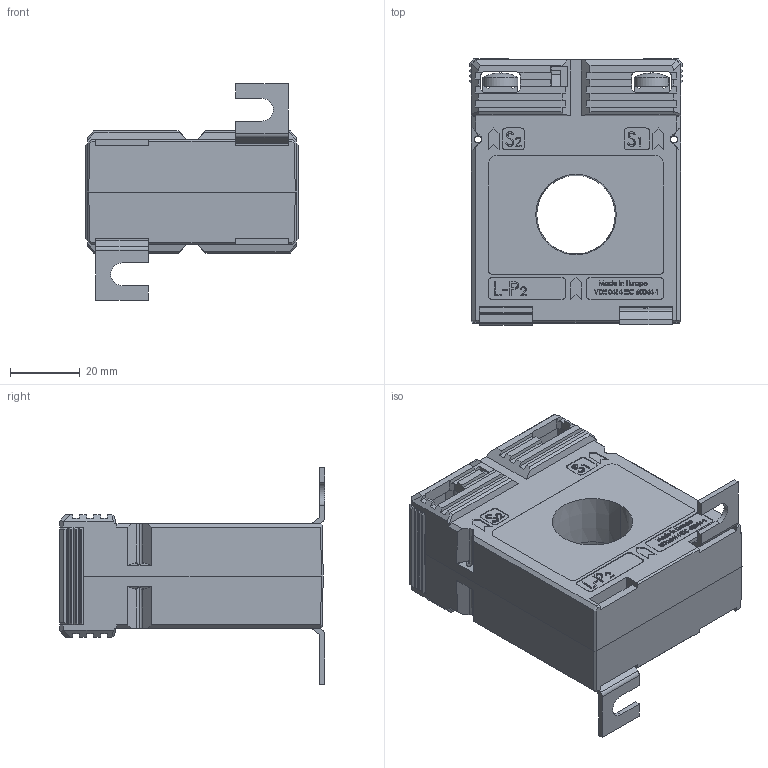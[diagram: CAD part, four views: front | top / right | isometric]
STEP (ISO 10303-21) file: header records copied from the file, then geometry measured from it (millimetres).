
FILE_DESCRIPTION (( 'STEP AP214' ), '1' );
FILE_NAME ('ASR22_3_kpl.STEP', '2011-11-23T08:40:58', ( ' ' ), ( '' ), 'SwSTEP 2.0', 'SolidWorks 2010', '' );
FILE_SCHEMA (( 'AUTOMOTIVE_DESIGN' ));
Length unit declared in the file: millimetre
Products named in the file (7): Fusswinkel_1,5; ASR22_3_11; Verschlussklappe_28mm; MBS_WN-003_04_Klemme_WN-003_02; Linsenschraube DIN 7985 4.8 VZ M 5 x 10; ASR22_3_11_Gehäuseoberteil; ASR22_3_kpl
Assembly tree (12 placements, depth 2):
  ASR22_3_kpl
    Linsenschraube DIN 7985 4.8 VZ M 5 x 10  x4
    MBS_WN-003_04_Klemme_WN-003_02  x2
    Fusswinkel_1,5  x2
    ASR22_3_11_Gehäuseoberteil
    Verschlussklappe_28mm  x2
    ASR22_3_11
Bounding box: 61 x 76 x 62 mm (x, y, z)
Volume: 116001.1 mm3; surface area: 39474.8 mm2
Topology: 12 solids, 12 shells, 1718 faces, 4510 edges, 2936 vertices
Faces by surface type: plane 1234, bspline 312, cylinder 100, cone 48, sphere 16, torus 8
Entity records: 63346 total; most frequent: CARTESIAN_POINT 27677, ORIENTED_EDGE 8000, DIRECTION 5914, EDGE_CURVE 4000, VECTOR 3116, LINE 3116, VERTEX_POINT 2638, EDGE_LOOP 1642
